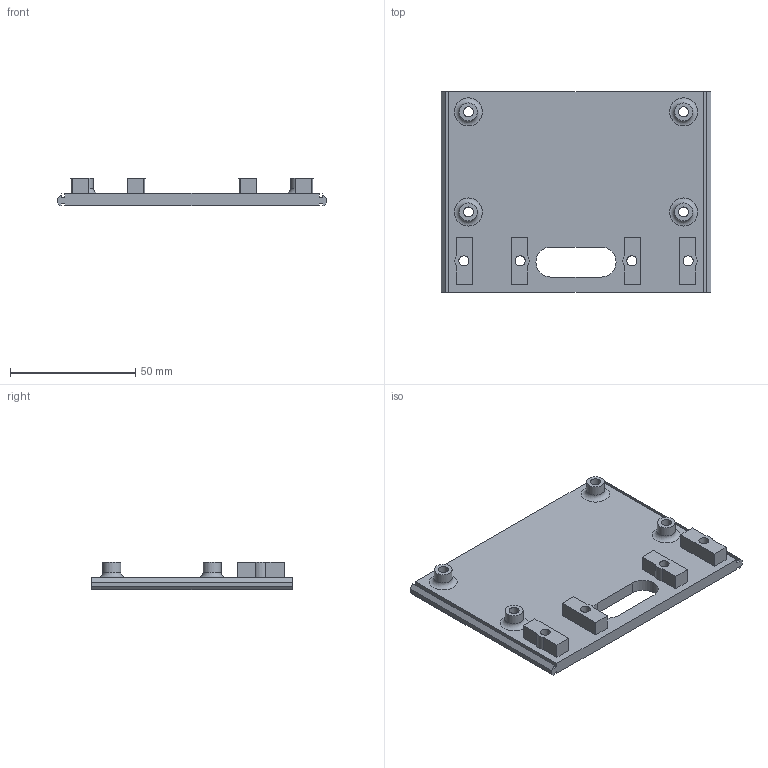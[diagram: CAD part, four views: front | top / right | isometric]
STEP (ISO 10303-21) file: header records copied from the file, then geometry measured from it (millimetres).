
FILE_DESCRIPTION(/* description */ (''),/* implementation_level */ '2;1');
FILE_NAME(/* name */ 'Plate Bottom B.step',/* time_stamp */ '2025-04-26T00:01:22+02:00',/* author */ (''),/* organization */ (''),/* preprocessor_version */ 'ST-DEVELOPER v20.1',/* originating_system */ 'Autodesk Translation Framework v14.4.0.0',/* authorisation */ '');
FILE_SCHEMA (('AUTOMOTIVE_DESIGN { 1 0 10303 214 3 1 1 }'));
Length unit declared in the file: millimetre
Products named in the file (1): Platte UntenB  1
Bounding box: 107.6 x 80 x 10.88 mm (x, y, z)
Volume: 42453.6 mm3; surface area: 21706.5 mm2
Topology: 1 solids, 1 shells, 76 faces, 194 edges, 128 vertices
Faces by surface type: plane 54, cylinder 18, torus 4
Full cylindrical faces by diameter (mm): 4 x8, 7.2 x4
Entity records: 2359 total; most frequent: CARTESIAN_POINT 399, DIRECTION 392, ORIENTED_EDGE 388, EDGE_CURVE 194, LINE 150, VECTOR 150, VERTEX_POINT 128, AXIS2_PLACEMENT_3D 121
